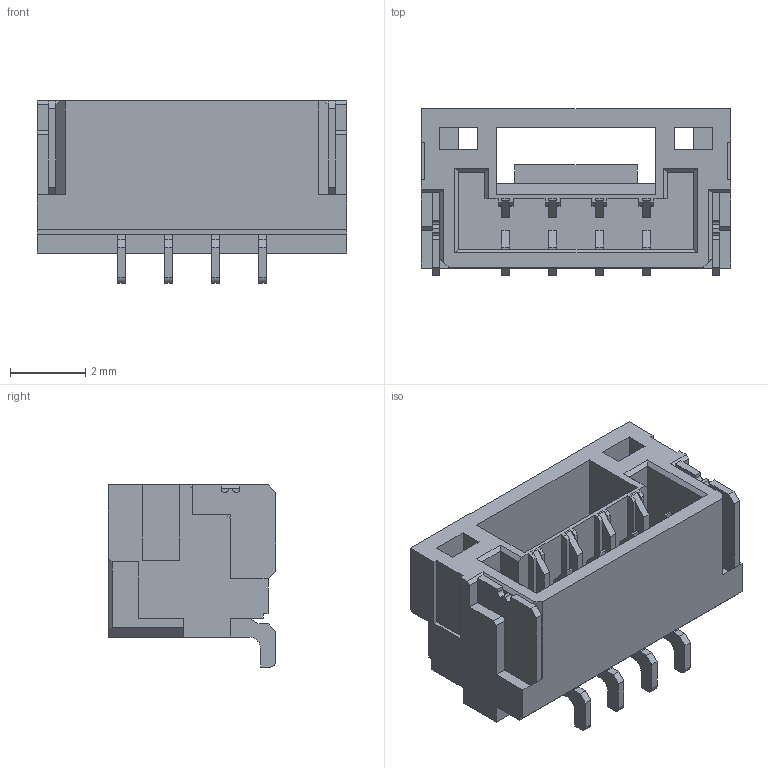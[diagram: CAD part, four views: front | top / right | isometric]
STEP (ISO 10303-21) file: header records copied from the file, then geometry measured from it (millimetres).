
FILE_DESCRIPTION (( 'STEP AP214' ), '1' );
FILE_NAME ('SM04B-GHS-TB(LF)(SN).STEP', '2021-10-28T12:11:51', ( '' ), ( '' ), 'SwSTEP 2.0', 'SolidWorks 2018', '' );
FILE_SCHEMA (( 'AUTOMOTIVE_DESIGN' ));
Length unit declared in the file: millimetre
Products named in the file (1): SM04B-GHS-TB(LF)(SN)
Bounding box: 8.25 x 4.45 x 4.85 mm (x, y, z)
Volume: 74.6 mm3; surface area: 372.8 mm2
Topology: 7 solids, 7 shells, 273 faces, 785 edges, 520 vertices
Faces by surface type: plane 257, cylinder 16
Entity records: 10141 total; most frequent: CARTESIAN_POINT 1579, ORIENTED_EDGE 1570, DIRECTION 1365, EDGE_CURVE 785, VECTOR 753, LINE 753, VERTEX_POINT 520, AXIS2_PLACEMENT_3D 306
